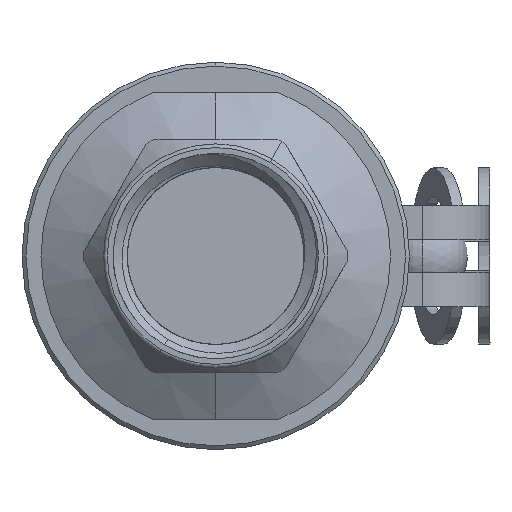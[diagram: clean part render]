
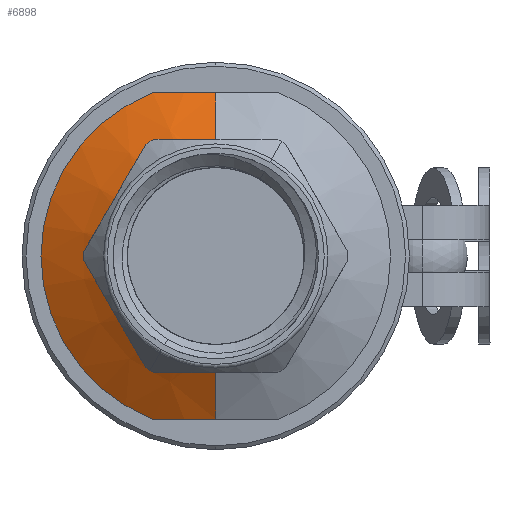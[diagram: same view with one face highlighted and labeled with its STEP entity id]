
A CAD part, left-side view. The second image highlights one B-rep face of the part: STEP entity #6898.
In plain terms, the highlighted conical face has half-angle 59.935 degrees and reference radius 5.955 mm.
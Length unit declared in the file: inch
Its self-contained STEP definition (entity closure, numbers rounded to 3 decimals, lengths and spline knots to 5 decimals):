
#101 = CARTESIAN_POINT ( 'NONE',  ( 0.46311, 0.04421, -0.21876 ) ) ;
#207 = CARTESIAN_POINT ( 'NONE',  ( 0.46331, 0.0459, -0.21876 ) ) ;
#374 = EDGE_CURVE ( 'NONE', #6824, #7877, #5777, .T. ) ;
#587 = CARTESIAN_POINT ( 'NONE',  ( 0.40624, 0., -0.12492 ) ) ;
#718 = CARTESIAN_POINT ( 'NONE',  ( 0.46055, 0., 0.21875 ) ) ;
#726 = VECTOR ( 'NONE', #3220, 39.37008 ) ;
#864 = CARTESIAN_POINT ( 'NONE',  ( 0.46816, 0.07726, -0.21875 ) ) ;
#924 = CARTESIAN_POINT ( 'NONE',  ( 0.46055, 0.00716, -0.21875 ) ) ;
#1257 = ORIENTED_EDGE ( 'NONE', *, *, #8114, .F. ) ;
#1319 = FACE_OUTER_BOUND ( 'NONE', #1566, .T. ) ;
#1344 = CARTESIAN_POINT ( 'NONE',  ( 0.46274, 0.04083, 0.21875 ) ) ;
#1566 = EDGE_LOOP ( 'NONE', ( #4253, #4584, #7012, #1257, #4380, #5524 ) ) ;
#1897 = CIRCLE ( 'NONE', #5378, 0.23445 ) ;
#2122 = CARTESIAN_POINT ( 'NONE',  ( 0.46134, 0.02478, 0.21875 ) ) ;
#2493 = DIRECTION ( 'NONE',  ( 1., 0., 0. ) ) ;
#2530 = CARTESIAN_POINT ( 'NONE',  ( 0.40624, 0., 0.12492 ) ) ;
#2559 = EDGE_CURVE ( 'NONE', #6305, #6824, #5673, .T. ) ;
#2583 = CARTESIAN_POINT ( 'NONE',  ( 0.46213, 0.03528, -0.21876 ) ) ;
#2667 = CARTESIAN_POINT ( 'NONE',  ( 0.46055, 0., -0.21875 ) ) ;
#2861 = DIRECTION ( 'NONE',  ( 1., 0., 0. ) ) ;
#2951 = CARTESIAN_POINT ( 'NONE',  ( 0.46446, 0.05639, 0.21875 ) ) ;
#3220 = DIRECTION ( 'NONE',  ( 0.501, 0., -0.865 ) ) ;
#3359 = CARTESIAN_POINT ( 'NONE',  ( 0.46964, 0.08434, -0.21875 ) ) ;
#3696 = DIRECTION ( 'NONE',  ( 0., 0., -1. ) ) ;
#3785 = CARTESIAN_POINT ( 'NONE',  ( 0.46159, 0.02832, 0.21875 ) ) ;
#3805 = CARTESIAN_POINT ( 'NONE',  ( 0.46055, 0., 0.21875 ) ) ;
#3907 = CARTESIAN_POINT ( 'NONE',  ( 0.46964, 0., 0.23445 ) ) ;
#3952 = CARTESIAN_POINT ( 'NONE',  ( 0.46964, 0., -0.23445 ) ) ;
#4009 = EDGE_CURVE ( 'NONE', #4289, #9085, #7833, .T. ) ;
#4052 = CIRCLE ( 'NONE', #4228, 0.12492 ) ;
#4096 = CARTESIAN_POINT ( 'NONE',  ( 0.46374, 0.04938, -0.21875 ) ) ;
#4228 = AXIS2_PLACEMENT_3D ( 'NONE', #5263, #2861, #3696 ) ;
#4253 = ORIENTED_EDGE ( 'NONE', *, *, #7954, .T. ) ;
#4289 = VERTEX_POINT ( 'NONE', #8284 ) ;
#4380 = ORIENTED_EDGE ( 'NONE', *, *, #4009, .T. ) ;
#4462 = CARTESIAN_POINT ( 'NONE',  ( 0.46204, 0.03364, 0.21875 ) ) ;
#4477 = CARTESIAN_POINT ( 'NONE',  ( 0.46964, 0.08434, 0.21875 ) ) ;
#4584 = ORIENTED_EDGE ( 'NONE', *, *, #2559, .T. ) ;
#4736 = VECTOR ( 'NONE', #7083, 39.37008 ) ;
#4761 = CARTESIAN_POINT ( 'NONE',  ( 0.46154, 0.02821, -0.21875 ) ) ;
#5245 = CARTESIAN_POINT ( 'NONE',  ( 0.4622, 0.03542, 0.21875 ) ) ;
#5263 = CARTESIAN_POINT ( 'NONE',  ( 0.40624, 0., 0. ) ) ;
#5378 = AXIS2_PLACEMENT_3D ( 'NONE', #9589, #2493, #8788 ) ;
#5524 = ORIENTED_EDGE ( 'NONE', *, *, #8113, .F. ) ;
#5673 = LINE ( 'NONE', #3907, #4736 ) ;
#5758 = CARTESIAN_POINT ( 'NONE',  ( 0.46075, 0.01412, -0.21875 ) ) ;
#5777 = B_SPLINE_CURVE_WITH_KNOTS ( 'NONE', 3,
 ( #718, #9302, #6175, #2122, #3785, #4462, #5245, #7745, #1344, #2951, #8425, #6230 ),
 .UNSPECIFIED., .F., .F.,
 ( 4, 2, 2, 2, 2, 4 ),
 ( 0.5017, 0.62627, 0.68856, 0.71971, 0.75085, 1. ),
 .UNSPECIFIED. ) ;
#6175 = CARTESIAN_POINT ( 'NONE',  ( 0.46075, 0.01417, 0.21875 ) ) ;
#6230 = CARTESIAN_POINT ( 'NONE',  ( 0.46964, 0.08434, 0.21875 ) ) ;
#6305 = VERTEX_POINT ( 'NONE', #2530 ) ;
#6824 = VERTEX_POINT ( 'NONE', #3805 ) ;
#6831 = CARTESIAN_POINT ( 'NONE',  ( 0.46964, 0., 0. ) ) ;
#6898 = ADVANCED_FACE ( 'NONE', ( #1319 ), #9696, .T. ) ;
#7012 = ORIENTED_EDGE ( 'NONE', *, *, #374, .T. ) ;
#7083 = DIRECTION ( 'NONE',  ( 0.501, 0., 0.865 ) ) ;
#7104 = CARTESIAN_POINT ( 'NONE',  ( 0.46467, 0.05632, -0.21875 ) ) ;
#7209 = CARTESIAN_POINT ( 'NONE',  ( 0.46396, 0.05111, -0.21875 ) ) ;
#7240 = LINE ( 'NONE', #3952, #726 ) ;
#7665 = DIRECTION ( 'NONE',  ( 1., 0., 0. ) ) ;
#7745 = CARTESIAN_POINT ( 'NONE',  ( 0.46254, 0.03899, 0.21875 ) ) ;
#7833 = B_SPLINE_CURVE_WITH_KNOTS ( 'NONE', 3,
 ( #3359, #864, #7882, #8763, #7104, #7209, #4096, #207, #101, #2583, #4761, #5758, #924, #9613 ),
 .UNSPECIFIED., .F., .F.,
 ( 4, 2, 2, 2, 2, 2, 4 ),
 ( 0., 0.12543, 0.18814, 0.2195, 0.25085, 0.37628, 0.50171 ),
 .UNSPECIFIED. ) ;
#7877 = VERTEX_POINT ( 'NONE', #4477 ) ;
#7882 = CARTESIAN_POINT ( 'NONE',  ( 0.46687, 0.07025, -0.21875 ) ) ;
#7954 = EDGE_CURVE ( 'NONE', #9223, #6305, #4052, .T. ) ;
#8113 = EDGE_CURVE ( 'NONE', #9223, #9085, #7240, .T. ) ;
#8114 = EDGE_CURVE ( 'NONE', #4289, #7877, #1897, .T. ) ;
#8284 = CARTESIAN_POINT ( 'NONE',  ( 0.46964, 0.08434, -0.21875 ) ) ;
#8425 = CARTESIAN_POINT ( 'NONE',  ( 0.46669, 0.0702, 0.21875 ) ) ;
#8763 = CARTESIAN_POINT ( 'NONE',  ( 0.46518, 0.0598, -0.21875 ) ) ;
#8788 = DIRECTION ( 'NONE',  ( 0., 0., -1. ) ) ;
#8861 = AXIS2_PLACEMENT_3D ( 'NONE', #6831, #7665, #10004 ) ;
#9085 = VERTEX_POINT ( 'NONE', #2667 ) ;
#9223 = VERTEX_POINT ( 'NONE', #587 ) ;
#9302 = CARTESIAN_POINT ( 'NONE',  ( 0.46055, 0.00711, 0.21875 ) ) ;
#9589 = CARTESIAN_POINT ( 'NONE',  ( 0.46964, 0., 0. ) ) ;
#9613 = CARTESIAN_POINT ( 'NONE',  ( 0.46055, 0., -0.21875 ) ) ;
#9696 = CONICAL_SURFACE ( 'NONE', #8861, 0.23445, 1.046 ) ;
#10004 = DIRECTION ( 'NONE',  ( 0., 0., -1. ) ) ;
